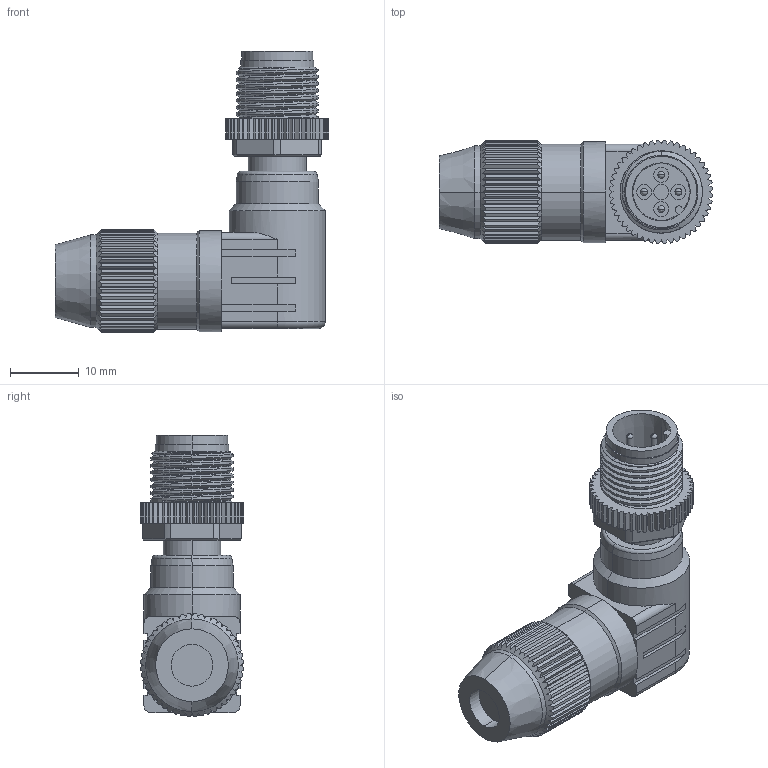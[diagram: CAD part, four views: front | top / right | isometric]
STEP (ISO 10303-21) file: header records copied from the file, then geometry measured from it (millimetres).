
FILE_DESCRIPTION (( 'STEP AP214' ), '1' );
FILE_NAME ('M12FT4AM90.STEP', '2018-08-02T19:43:46', ( '' ), ( '' ), 'SwSTEP 2.0', 'SolidWorks 2017', '' );
FILE_SCHEMA (( 'AUTOMOTIVE_DESIGN' ));
Length unit declared in the file: millimetre
Products named in the file (1): M12FT4AM90
Bounding box: 39.94 x 15.08 x 40.99 mm (x, y, z)
Volume: 8962.5 mm3; surface area: 4166.4 mm2
Topology: 1 solids, 1 shells, 495 faces, 1354 edges, 868 vertices
Faces by surface type: plane 297, cylinder 160, cone 23, bspline 11, torus 4
Entity records: 17239 total; most frequent: CARTESIAN_POINT 4969, ORIENTED_EDGE 2692, DIRECTION 2431, EDGE_CURVE 1346, VERTEX_POINT 868, AXIS2_PLACEMENT_3D 848, VECTOR 735, LINE 735
